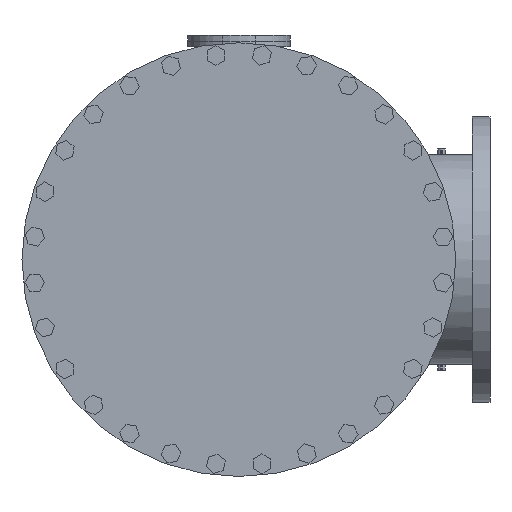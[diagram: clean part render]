
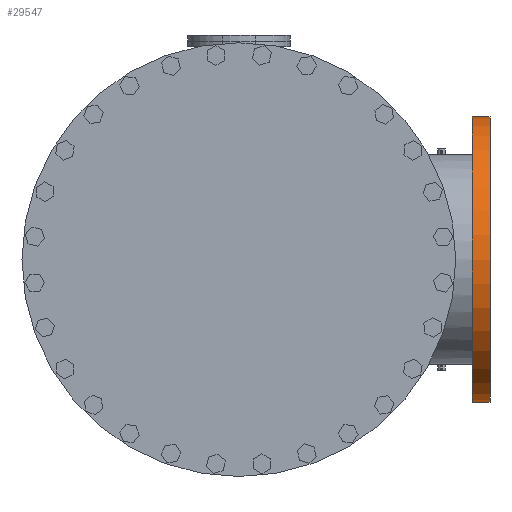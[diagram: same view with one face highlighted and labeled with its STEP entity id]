
A CAD part, left-side view. The second image highlights one B-rep face of the part: STEP entity #29547.
In plain terms, the highlighted cylindrical face has radius 317.5 mm (diameter 635 mm), a partial arc.
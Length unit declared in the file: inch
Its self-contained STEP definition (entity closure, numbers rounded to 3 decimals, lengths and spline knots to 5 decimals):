
#809 = EDGE_CURVE ( 'NONE', #32498, #20653, #17048, .T. ) ;
#986 = CIRCLE ( 'NONE', #13591, 12.5 ) ;
#2950 = VERTEX_POINT ( 'NONE', #7276 ) ;
#3714 = EDGE_CURVE ( 'NONE', #2950, #32498, #13839, .T. ) ;
#4629 = CARTESIAN_POINT ( 'NONE',  ( 24.53355, 0., 12.5 ) ) ;
#4740 = DIRECTION ( 'NONE',  ( 0., 1., 0. ) ) ;
#4904 = DIRECTION ( 'NONE',  ( 0., 1., 0. ) ) ;
#5012 = CYLINDRICAL_SURFACE ( 'NONE', #25649, 12.5 ) ;
#5902 = DIRECTION ( 'NONE',  ( 0., 1., 0. ) ) ;
#6870 = CARTESIAN_POINT ( 'NONE',  ( 24.53355, -20.44, -12.5 ) ) ;
#7276 = CARTESIAN_POINT ( 'NONE',  ( 24.53355, -22., -12.5 ) ) ;
#7710 = DIRECTION ( 'NONE',  ( 0., 0., 1. ) ) ;
#8255 = DIRECTION ( 'NONE',  ( 0., 0., 1. ) ) ;
#9974 = CARTESIAN_POINT ( 'NONE',  ( 24.53355, 0., 0. ) ) ;
#11381 = LINE ( 'NONE', #18194, #33835 ) ;
#11827 = EDGE_LOOP ( 'NONE', ( #29206, #27580, #18478, #25393 ) ) ;
#12630 = AXIS2_PLACEMENT_3D ( 'NONE', #24001, #4904, #7710 ) ;
#13591 = AXIS2_PLACEMENT_3D ( 'NONE', #16597, #5902, #8255 ) ;
#13839 = CIRCLE ( 'NONE', #12630, 12.5 ) ;
#14447 = CARTESIAN_POINT ( 'NONE',  ( 24.53355, -20.44, 12.5 ) ) ;
#16597 = CARTESIAN_POINT ( 'NONE',  ( 24.53355, -20.44, 0. ) ) ;
#17048 = LINE ( 'NONE', #4629, #23838 ) ;
#18194 = CARTESIAN_POINT ( 'NONE',  ( 24.53355, 0., -12.5 ) ) ;
#18478 = ORIENTED_EDGE ( 'NONE', *, *, #809, .T. ) ;
#19534 = EDGE_CURVE ( 'NONE', #21764, #20653, #986, .T. ) ;
#20653 = VERTEX_POINT ( 'NONE', #14447 ) ;
#21429 = CARTESIAN_POINT ( 'NONE',  ( 24.53355, -22., 12.5 ) ) ;
#21764 = VERTEX_POINT ( 'NONE', #6870 ) ;
#23838 = VECTOR ( 'NONE', #4740, 39.37008 ) ;
#24001 = CARTESIAN_POINT ( 'NONE',  ( 24.53355, -22., 0. ) ) ;
#25393 = ORIENTED_EDGE ( 'NONE', *, *, #19534, .F. ) ;
#25649 = AXIS2_PLACEMENT_3D ( 'NONE', #9974, #34595, #31760 ) ;
#27580 = ORIENTED_EDGE ( 'NONE', *, *, #3714, .T. ) ;
#28681 = FACE_OUTER_BOUND ( 'NONE', #11827, .T. ) ;
#29206 = ORIENTED_EDGE ( 'NONE', *, *, #34712, .F. ) ;
#29224 = DIRECTION ( 'NONE',  ( 0., 1., 0. ) ) ;
#29547 = ADVANCED_FACE ( 'NONE', ( #28681 ), #5012, .T. ) ;
#31760 = DIRECTION ( 'NONE',  ( 0., 0., 1. ) ) ;
#32498 = VERTEX_POINT ( 'NONE', #21429 ) ;
#33835 = VECTOR ( 'NONE', #29224, 39.37008 ) ;
#34595 = DIRECTION ( 'NONE',  ( 0., 1., 0. ) ) ;
#34712 = EDGE_CURVE ( 'NONE', #2950, #21764, #11381, .T. ) ;
